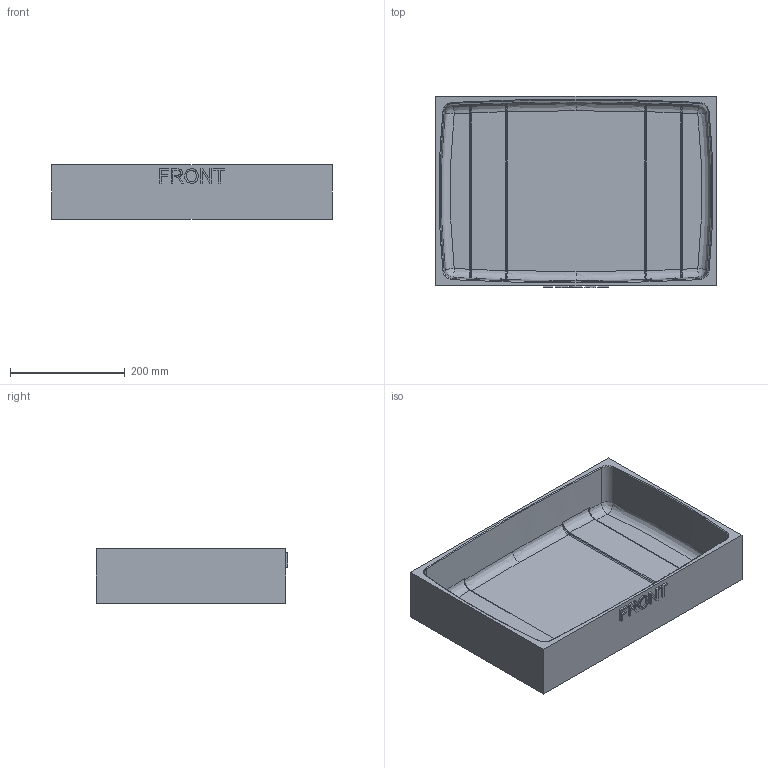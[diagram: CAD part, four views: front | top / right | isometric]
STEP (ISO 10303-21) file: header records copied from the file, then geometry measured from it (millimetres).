
FILE_DESCRIPTION( ( 'Unknown' ), '1' );
FILE_NAME( '2370-base_internal_tub.stp', 'Unknown', ( 'Unknown' ), ( 'Unknown' ), 'PSStep 10.1', 'Unknown', ' ' );
FILE_SCHEMA( ( 'AUTOMOTIVE_DESIGN { 1 0 10303 214 1 1 1 1 }' ) );
Length unit declared in the file: millimetre
Products named in the file (1): 1
Bounding box: 488.95 x 333.38 x 95.25 mm (x, y, z)
Volume: 2709377.5 mm3; surface area: 600527.9 mm2
Topology: 1 solids, 1 shells, 153 faces, 385 edges, 230 vertices
Faces by surface type: bspline 80, plane 55, cylinder 8, extrusion 6, cone 4
Entity records: 6880 total; most frequent: CARTESIAN_POINT 3953, ORIENTED_EDGE 742, DIRECTION 407, EDGE_CURVE 371, VERTEX_POINT 230, B_SPLINE_CURVE_WITH_KNOTS 202, AXIS2_PLACEMENT_3D 168, EDGE_LOOP 163
